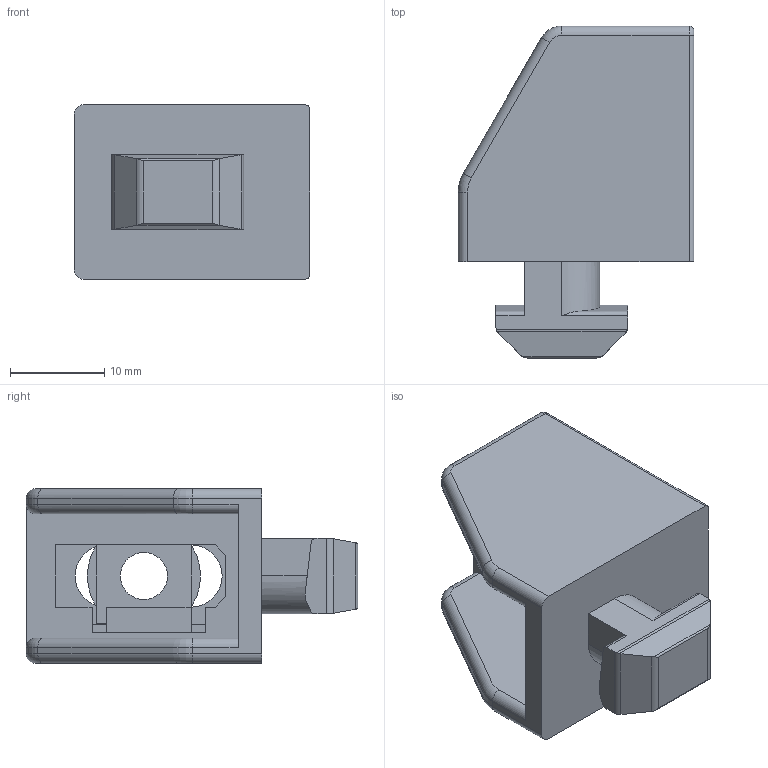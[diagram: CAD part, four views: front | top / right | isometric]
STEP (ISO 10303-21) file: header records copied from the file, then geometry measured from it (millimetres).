
FILE_DESCRIPTION(('FreeCAD Model'),'2;1');
FILE_NAME('Open CASCADE Shape Model','2024-04-03T10:29:05',(''),(''), 'Open CASCADE STEP processor 7.6','FreeCAD','Unknown');
FILE_SCHEMA(('AUTOMOTIVE_DESIGN { 1 0 10303 214 1 1 1 1 }'));
Length unit declared in the file: millimetre
Products named in the file (4): STI8-UNIB25; _094080CSM61; _094080CSM62; _094080CSM63
Assembly tree (3 placements, depth 2):
  STI8-UNIB25
    _094080CSM61
    _094080CSM62
    _094080CSM63
Bounding box: 25 x 35.2 x 18.5 mm (x, y, z)
Volume: 6003.2 mm3; surface area: 4950.7 mm2
Topology: 3 solids, 3 shells, 130 faces, 343 edges, 222 vertices
Faces by surface type: plane 68, cylinder 52, torus 10
Full cylindrical faces by diameter (mm): 2 x2, 5 x1, 12 x1
Entity records: 9474 total; most frequent: CARTESIAN_POINT 2429, DIRECTION 1338, LINE 774, VECTOR 774, ORIENTED_EDGE 686, PCURVE 686, DEFINITIONAL_REPRESENTATION 686, EDGE_CURVE 343
